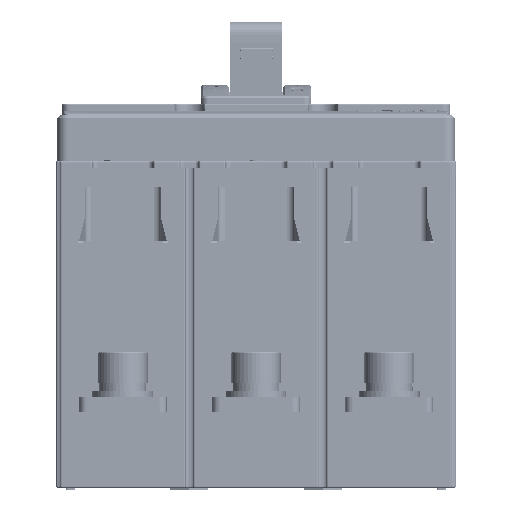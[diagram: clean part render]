
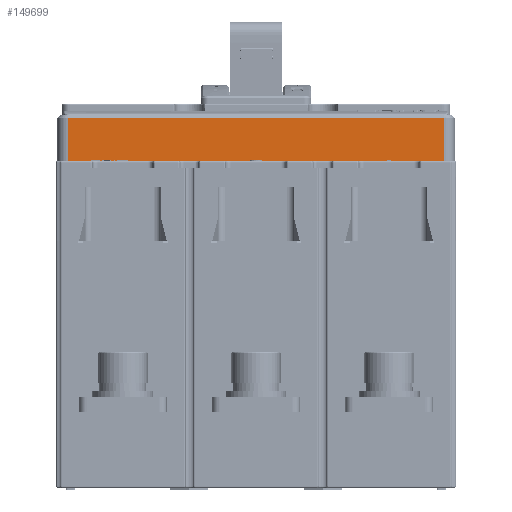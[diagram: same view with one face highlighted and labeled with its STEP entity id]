
A CAD part, left-side view. The second image highlights one B-rep face of the part: STEP entity #149699.
In plain terms, the highlighted planar face has unit normal (-1, 0, 0).
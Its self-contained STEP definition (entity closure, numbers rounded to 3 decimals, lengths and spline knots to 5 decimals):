
#139261=DIRECTION('',(0.,-1.,0.));
#139262=VECTOR('',#139261,0.0986);
#139263=CARTESIAN_POINT('',(0.03227,-0.0732,
0.0542));
#139264=LINE('',#139263,#139262);
#139290=DIRECTION('',(0.,0.,-1.));
#139291=VECTOR('',#139290,0.0112);
#139292=CARTESIAN_POINT('',(0.03227,-0.1718,
0.0542));
#139293=LINE('',#139292,#139291);
#139294=DIRECTION('',(0.,-1.,0.));
#139295=VECTOR('',#139294,0.0986);
#139296=CARTESIAN_POINT('',(0.03227,-0.0732,
0.043));
#139297=LINE('',#139296,#139295);
#139298=DIRECTION('',(0.,0.,1.));
#139299=VECTOR('',#139298,0.0112);
#139300=CARTESIAN_POINT('',(0.03227,-0.0732,
0.043));
#139301=LINE('',#139300,#139299);
#143673=CARTESIAN_POINT('',(0.03227,-0.1718,
0.043));
#143674=VERTEX_POINT('',#143673);
#143751=CARTESIAN_POINT('',(0.03227,-0.1718,
0.0542));
#143752=VERTEX_POINT('',#143751);
#143753=CARTESIAN_POINT('',(0.03227,-0.0732,
0.0542));
#143754=VERTEX_POINT('',#143753);
#143759=CARTESIAN_POINT('',(0.03227,-0.0732,
0.043));
#143760=VERTEX_POINT('',#143759);
#149687=CARTESIAN_POINT('',(0.03227,-0.175,
0.043));
#149688=DIRECTION('',(-1.,0.,0.));
#149689=DIRECTION('',(0.,0.,-1.));
#149690=AXIS2_PLACEMENT_3D('',#149687,#149688,#149689);
#149691=PLANE('',#149690);
#149692=ORIENTED_EDGE('',*,*,#149675,.T.);
#149693=ORIENTED_EDGE('',*,*,#146442,.F.);
#149695=ORIENTED_EDGE('',*,*,#149694,.T.);
#149696=ORIENTED_EDGE('',*,*,#149615,.T.);
#149697=EDGE_LOOP('',(#149692,#149693,#149695,#149696));
#149698=FACE_OUTER_BOUND('',#149697,.F.);
#149699=ADVANCED_FACE('',(#149698),#149691,.T.);
#146442=EDGE_CURVE('',#143760,#143674,#139297,.T.);
#149615=EDGE_CURVE('',#143754,#143752,#139264,.T.);
#149675=EDGE_CURVE('',#143752,#143674,#139293,.T.);
#149694=EDGE_CURVE('',#143760,#143754,#139301,.T.);
